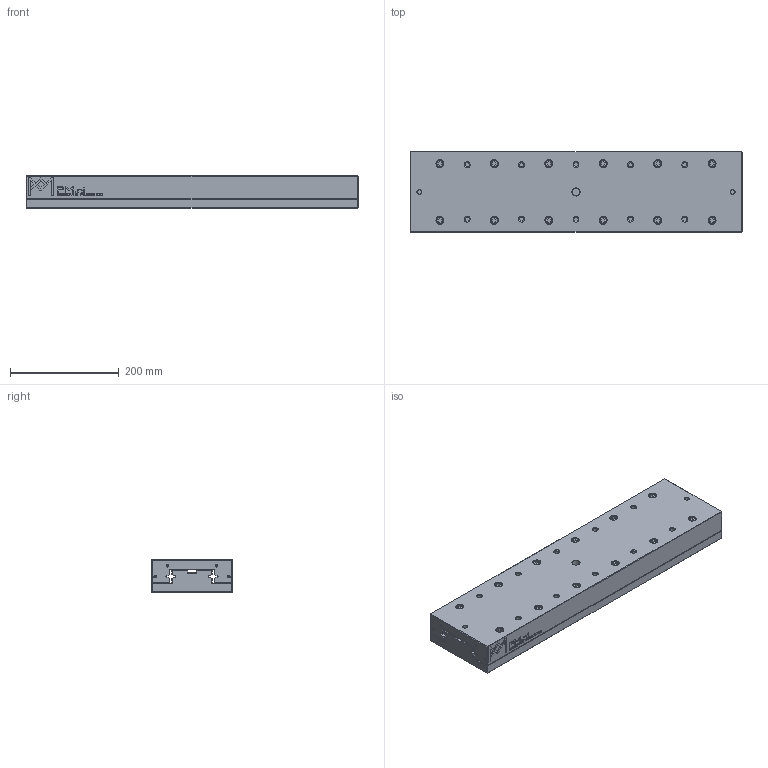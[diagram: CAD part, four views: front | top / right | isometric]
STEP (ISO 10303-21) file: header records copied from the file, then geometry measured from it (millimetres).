
FILE_DESCRIPTION(/* description */ (''),/* implementation_level */ '2;1');
FILE_NAME(/* name */ 'RTA-9600.stp',/* time_stamp */ '2024-09-19T12:16:53+02:00',/* author */ (''),/* organization */ (''),/* preprocessor_version */ 'ST-DEVELOPER v16.7',/* originating_system */ 'SIEMENS PLM Software NX 12.0',/* authorisation */ '');
FILE_SCHEMA (('AUTOMOTIVE_DESIGN { 1 0 10303 214 3 1 1 1 }'));
Length unit declared in the file: millimetre
Products named in the file (1): RTA-9600_stp
Bounding box: 610 x 148.4 x 60 mm (x, y, z)
Volume: 5108745.5 mm3; surface area: 565243.7 mm2
Topology: 2 solids, 2 shells, 1206 faces, 2933 edges, 1901 vertices
Faces by surface type: plane 816, bspline 180, cone 111, cylinder 99
Full cylindrical faces by diameter (mm): 4 x8, 8 x18, 9 x10, 13 x24, 14 x33
Entity records: 38627 total; most frequent: CARTESIAN_POINT 8269, ORIENTED_EDGE 5402, DIRECTION 4696, EDGE_CURVE 2701, LINE 2040, VECTOR 2040, VERTEX_POINT 1877, EDGE_LOOP 1598
